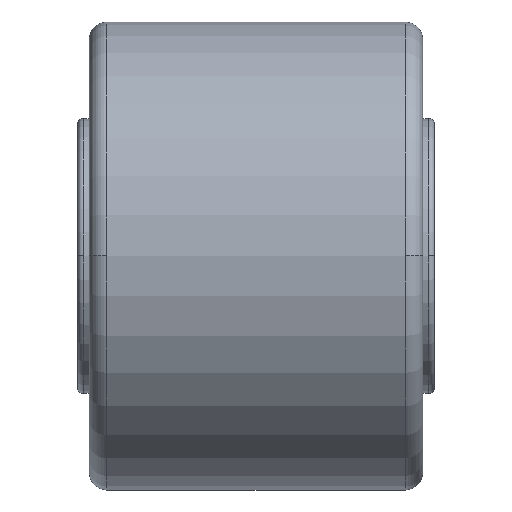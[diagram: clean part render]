
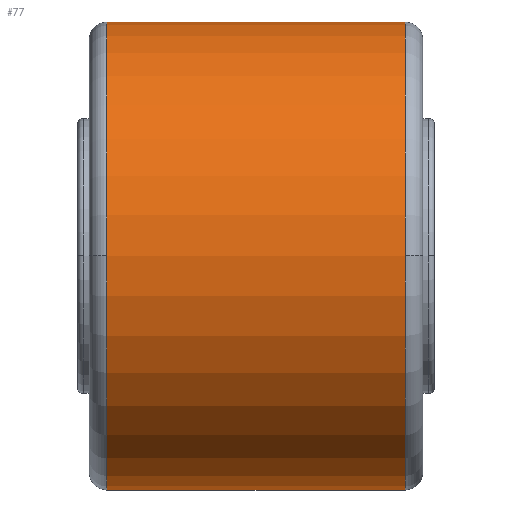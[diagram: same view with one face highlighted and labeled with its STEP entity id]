
A CAD part, top view. The second image highlights one B-rep face of the part: STEP entity #77.
In plain terms, the highlighted cylindrical face has radius 40 mm (diameter 80 mm), a partial arc.
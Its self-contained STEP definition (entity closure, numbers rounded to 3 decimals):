
#77=ADVANCED_FACE('',(#126),#127,.T.);
#126=FACE_OUTER_BOUND('',#228,.T.);
#127=CYLINDRICAL_SURFACE('',#229,40.0);
#228=EDGE_LOOP('',(#343,#344,#345,#346,#347,#348));
#229=AXIS2_PLACEMENT_3D('',#349,#350,#351);
#343=ORIENTED_EDGE('',*,*,#707,.F.);
#344=ORIENTED_EDGE('',*,*,#708,.T.);
#345=ORIENTED_EDGE('',*,*,#709,.T.);
#346=ORIENTED_EDGE('',*,*,#710,.F.);
#347=ORIENTED_EDGE('',*,*,#711,.F.);
#348=ORIENTED_EDGE('',*,*,#703,.F.);
#349=CARTESIAN_POINT('',(28.5,0.0,0.0));
#350=DIRECTION('',(-1.0,0.0,0.0));
#351=DIRECTION('',(0.0,1.0,0.0));
#703=EDGE_CURVE('',#825,#827,#828,.T.);
#707=EDGE_CURVE('',#834,#825,#835,.T.);
#708=EDGE_CURVE('',#834,#836,#837,.T.);
#709=EDGE_CURVE('',#836,#838,#839,.T.);
#710=EDGE_CURVE('',#840,#838,#841,.T.);
#711=EDGE_CURVE('',#827,#840,#842,.T.);
#825=VERTEX_POINT('',#1023);
#827=VERTEX_POINT('',#1025);
#828=CIRCLE('',#1026,40.0);
#834=VERTEX_POINT('',#1032);
#835=LINE('',#1033,#1034);
#836=VERTEX_POINT('',#1035);
#837=CIRCLE('',#1036,40.0);
#838=VERTEX_POINT('',#1037);
#839=CIRCLE('',#1038,40.0);
#840=VERTEX_POINT('',#1039);
#841=LINE('',#1040,#1041);
#842=CIRCLE('',#1042,40.0);
#1023=CARTESIAN_POINT('',(54.0,40.0,0.0));
#1025=CARTESIAN_POINT('',(54.0,0.,40.0));
#1026=AXIS2_PLACEMENT_3D('',#1241,#1242,#1243);
#1032=CARTESIAN_POINT('',(3.0,40.0,0.0));
#1033=CARTESIAN_POINT('',(28.5,40.0,0.));
#1034=VECTOR('',#1253,1.0);
#1035=CARTESIAN_POINT('',(3.0,0.,40.0));
#1036=AXIS2_PLACEMENT_3D('',#1254,#1255,#1256);
#1037=CARTESIAN_POINT('',(3.0,-40.0,0.));
#1038=AXIS2_PLACEMENT_3D('',#1257,#1258,#1259);
#1039=CARTESIAN_POINT('',(54.0,-40.0,0.));
#1040=CARTESIAN_POINT('',(28.5,-40.0,0.));
#1041=VECTOR('',#1260,1.0);
#1042=AXIS2_PLACEMENT_3D('',#1261,#1262,#1263);
#1241=CARTESIAN_POINT('',(54.0,0.0,0.0));
#1242=DIRECTION('',(1.0,0.0,0.0));
#1243=DIRECTION('',(0.0,1.0,0.0));
#1253=DIRECTION('',(1.0,0.0,0.0));
#1254=CARTESIAN_POINT('',(3.0,0.0,0.0));
#1255=DIRECTION('',(1.0,0.0,0.0));
#1256=DIRECTION('',(0.0,1.0,0.0));
#1257=CARTESIAN_POINT('',(3.0,0.0,0.0));
#1258=DIRECTION('',(1.0,0.0,0.0));
#1259=DIRECTION('',(0.0,1.0,0.0));
#1260=DIRECTION('',(-1.0,0.0,0.0));
#1261=CARTESIAN_POINT('',(54.0,0.0,0.0));
#1262=DIRECTION('',(1.0,0.0,0.0));
#1263=DIRECTION('',(0.0,1.0,0.0));
